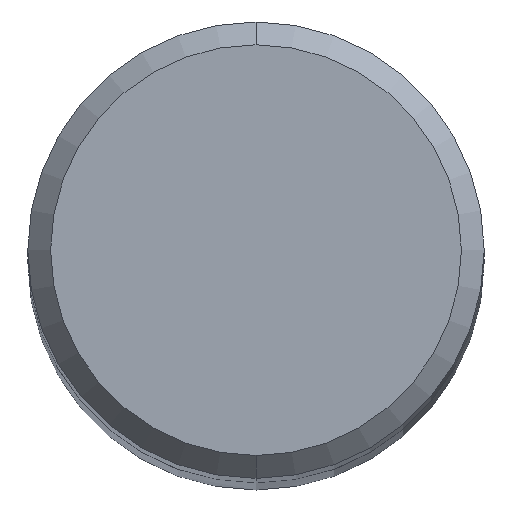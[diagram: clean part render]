
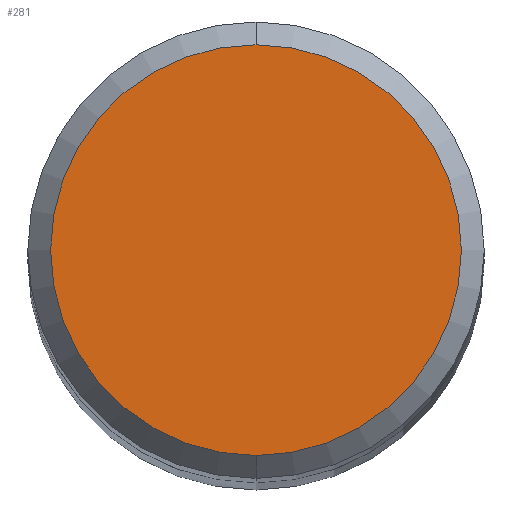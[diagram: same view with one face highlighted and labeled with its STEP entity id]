
A CAD part, top view. The second image highlights one B-rep face of the part: STEP entity #281.
In plain terms, the highlighted planar face has unit normal (0, 0, 1).
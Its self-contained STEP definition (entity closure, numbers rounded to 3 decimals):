
#269=EDGE_CURVE('',#367,#321,#540,.T.);
#281=ADVANCED_FACE('',(#553),#554,.T.);
#321=VERTEX_POINT('',#598);
#367=VERTEX_POINT('',#649);
#369=EDGE_CURVE('',#321,#367,#651,.T.);
#540=CIRCLE('',#961,3.6);
#553=FACE_OUTER_BOUND('',#993,.T.);
#554=PLANE('',#994);
#598=CARTESIAN_POINT('',(0.0,3.6,42.0));
#649=CARTESIAN_POINT('',(0.,-3.6,42.0));
#651=CIRCLE('',#1221,3.6);
#961=AXIS2_PLACEMENT_3D('',#1427,#1428,#1429);
#993=EDGE_LOOP('',(#1442,#1443));
#994=AXIS2_PLACEMENT_3D('',#1444,#1445,#1446);
#1221=AXIS2_PLACEMENT_3D('',#1548,#1549,#1550);
#1427=CARTESIAN_POINT('',(0.0,0.0,42.0));
#1428=DIRECTION('',(0.0,0.0,-1.0));
#1429=DIRECTION('',(0.0,1.0,0.0));
#1442=ORIENTED_EDGE('',*,*,#369,.F.);
#1443=ORIENTED_EDGE('',*,*,#269,.F.);
#1444=CARTESIAN_POINT('',(0.0,1.8,42.0));
#1445=DIRECTION('',(-0.0,0.0,1.0));
#1446=DIRECTION('',(0.0,-1.0,0.0));
#1548=CARTESIAN_POINT('',(0.0,0.0,42.0));
#1549=DIRECTION('',(0.0,0.0,-1.0));
#1550=DIRECTION('',(0.0,1.0,0.0));
